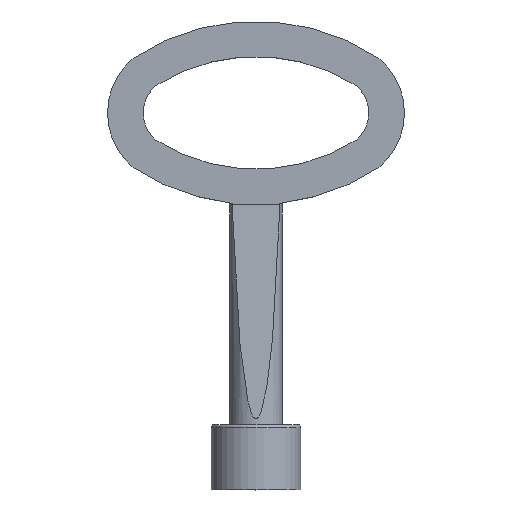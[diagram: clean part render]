
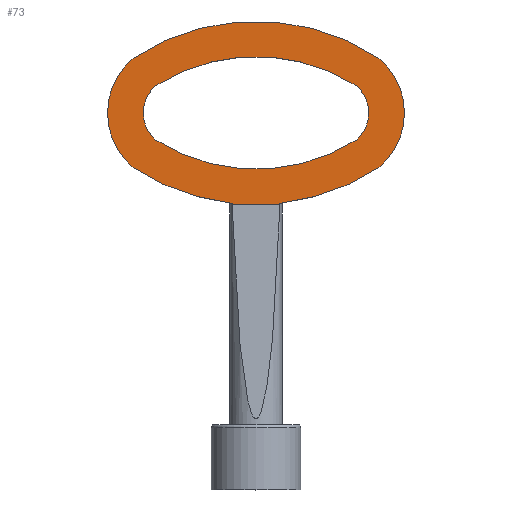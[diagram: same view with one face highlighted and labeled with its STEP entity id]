
A CAD part, top view. The second image highlights one B-rep face of the part: STEP entity #73.
In plain terms, the highlighted planar face has unit normal (0, 0, 1).
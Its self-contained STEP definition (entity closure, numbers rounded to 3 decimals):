
#73 = ADVANCED_FACE( '', ( #152, #153 ), #154, .T. );
#152 = FACE_OUTER_BOUND( '', #235, .T. );
#153 = FACE_BOUND( '', #236, .T. );
#154 = PLANE( '', #237 );
#235 = EDGE_LOOP( '', ( #379, #380, #381, #382, #383, #384, #385, #386 ) );
#236 = EDGE_LOOP( '', ( #387, #388, #389, #390 ) );
#237 = AXIS2_PLACEMENT_3D( '', #391, #392, #393 );
#379 = ORIENTED_EDGE( '', *, *, #512, .T. );
#380 = ORIENTED_EDGE( '', *, *, #521, .T. );
#381 = ORIENTED_EDGE( '', *, *, #487, .F. );
#382 = ORIENTED_EDGE( '', *, *, #522, .T. );
#383 = ORIENTED_EDGE( '', *, *, #466, .T. );
#384 = ORIENTED_EDGE( '', *, *, #517, .T. );
#385 = ORIENTED_EDGE( '', *, *, #523, .T. );
#386 = ORIENTED_EDGE( '', *, *, #483, .T. );
#387 = ORIENTED_EDGE( '', *, *, #524, .F. );
#388 = ORIENTED_EDGE( '', *, *, #473, .F. );
#389 = ORIENTED_EDGE( '', *, *, #514, .F. );
#390 = ORIENTED_EDGE( '', *, *, #500, .F. );
#391 = CARTESIAN_POINT( '', ( -6.5, 74.534, 1.75 ) );
#392 = DIRECTION( '', ( 0., 0., 1. ) );
#393 = DIRECTION( '', ( 1., 0., 0. ) );
#466 = EDGE_CURVE( '', #541, #542, #543, .T. );
#473 = EDGE_CURVE( '', #553, #555, #556, .T. );
#483 = EDGE_CURVE( '', #573, #571, #574, .T. );
#487 = EDGE_CURVE( '', #578, #577, #580, .T. );
#500 = EDGE_CURVE( '', #598, #600, #601, .T. );
#512 = EDGE_CURVE( '', #571, #616, #618, .T. );
#514 = EDGE_CURVE( '', #600, #553, #620, .T. );
#517 = EDGE_CURVE( '', #542, #622, #624, .T. );
#521 = EDGE_CURVE( '', #616, #577, #629, .T. );
#522 = EDGE_CURVE( '', #578, #541, #630, .F. );
#523 = EDGE_CURVE( '', #622, #573, #631, .T. );
#524 = EDGE_CURVE( '', #555, #598, #632, .T. );
#541 = VERTEX_POINT( '', #652 );
#542 = VERTEX_POINT( '', #653 );
#543 = CIRCLE( '', #654, 37.5 );
#553 = VERTEX_POINT( '', #674 );
#555 = VERTEX_POINT( '', #677 );
#556 = CIRCLE( '', #678, 31.5 );
#571 = VERTEX_POINT( '', #698 );
#573 = VERTEX_POINT( '', #701 );
#574 = CIRCLE( '', #702, 12. );
#577 = VERTEX_POINT( '', #706 );
#578 = VERTEX_POINT( '', #707 );
#580 = LINE( '', #709, #710 );
#598 = VERTEX_POINT( '', #731 );
#600 = VERTEX_POINT( '', #734 );
#601 = CIRCLE( '', #735, 31.5 );
#616 = VERTEX_POINT( '', #756 );
#618 = CIRCLE( '', #767, 37.5 );
#620 = CIRCLE( '', #769, 6. );
#622 = VERTEX_POINT( '', #771 );
#624 = CIRCLE( '', #774, 12. );
#629 = LINE( '', #779, #780 );
#630 = LINE( '', #781, #782 );
#631 = CIRCLE( '', #783, 37.5 );
#632 = CIRCLE( '', #784, 6. );
#652 = CARTESIAN_POINT( '', ( 4.037, 48.286, 1.75 ) );
#653 = CARTESIAN_POINT( '', ( 20.713, 54.307, 1.75 ) );
#654 = AXIS2_PLACEMENT_3D( '', #806, #807, #808 );
#674 = CARTESIAN_POINT( '', ( 16.857, 68.096, 1.75 ) );
#677 = CARTESIAN_POINT( '', ( -16.857, 68.096, 1.75 ) );
#678 = AXIS2_PLACEMENT_3D( '', #817, #818, #819 );
#698 = CARTESIAN_POINT( '', ( -20.713, 54.307, 1.75 ) );
#701 = CARTESIAN_POINT( '', ( -20.713, 72.693, 1.75 ) );
#702 = AXIS2_PLACEMENT_3D( '', #829, #830, #831 );
#706 = CARTESIAN_POINT( '', ( -4.037, 48., 1.75 ) );
#707 = CARTESIAN_POINT( '', ( 4.037, 48., 1.75 ) );
#709 = CARTESIAN_POINT( '', ( 30., 48., 1.75 ) );
#710 = VECTOR( '', #836, 1000. );
#731 = CARTESIAN_POINT( '', ( -16.857, 58.904, 1.75 ) );
#734 = CARTESIAN_POINT( '', ( 16.857, 58.904, 1.75 ) );
#735 = AXIS2_PLACEMENT_3D( '', #859, #860, #861 );
#756 = CARTESIAN_POINT( '', ( -4.037, 48.286, 1.75 ) );
#767 = AXIS2_PLACEMENT_3D( '', #871, #872, #873 );
#769 = AXIS2_PLACEMENT_3D( '', #874, #875, #876 );
#771 = CARTESIAN_POINT( '', ( 20.713, 72.693, 1.75 ) );
#774 = AXIS2_PLACEMENT_3D( '', #878, #879, #880 );
#779 = CARTESIAN_POINT( '', ( -4.037, 11., 1.75 ) );
#780 = VECTOR( '', #884, 1000. );
#781 = CARTESIAN_POINT( '', ( 4.037, 11., 1.75 ) );
#782 = VECTOR( '', #885, 1000. );
#783 = AXIS2_PLACEMENT_3D( '', #886, #887, #888 );
#784 = AXIS2_PLACEMENT_3D( '', #889, #890, #891 );
#806 = CARTESIAN_POINT( '', ( 0., 85.568, 1.75 ) );
#807 = DIRECTION( '', ( 0., 0., 1. ) );
#808 = DIRECTION( '', ( 1., 0., 0. ) );
#817 = CARTESIAN_POINT( '', ( 0., 41.486, 1.75 ) );
#818 = DIRECTION( '', ( 0., 0., 1. ) );
#819 = DIRECTION( '', ( 1., 0., 0. ) );
#829 = CARTESIAN_POINT( '', ( -13., 63.5, 1.75 ) );
#830 = DIRECTION( '', ( 0., 0., 1. ) );
#831 = DIRECTION( '', ( 1., 0., 0. ) );
#836 = DIRECTION( '', ( -1., 0., 0. ) );
#859 = CARTESIAN_POINT( '', ( 0., 85.514, 1.75 ) );
#860 = DIRECTION( '', ( 0., 0., 1. ) );
#861 = DIRECTION( '', ( 1., 0., 0. ) );
#871 = CARTESIAN_POINT( '', ( 0., 85.568, 1.75 ) );
#872 = DIRECTION( '', ( 0., 0., 1. ) );
#873 = DIRECTION( '', ( 1., 0., 0. ) );
#874 = CARTESIAN_POINT( '', ( 13., 63.5, 1.75 ) );
#875 = DIRECTION( '', ( 0., 0., 1. ) );
#876 = DIRECTION( '', ( 1., 0., 0. ) );
#878 = CARTESIAN_POINT( '', ( 13., 63.5, 1.75 ) );
#879 = DIRECTION( '', ( 0., 0., 1. ) );
#880 = DIRECTION( '', ( 1., 0., 0. ) );
#884 = DIRECTION( '', ( 0., -1., 0. ) );
#885 = DIRECTION( '', ( 0., -1., 0. ) );
#886 = CARTESIAN_POINT( '', ( 0., 41.432, 1.75 ) );
#887 = DIRECTION( '', ( 0., 0., 1. ) );
#888 = DIRECTION( '', ( 1., 0., 0. ) );
#889 = CARTESIAN_POINT( '', ( -13., 63.5, 1.75 ) );
#890 = DIRECTION( '', ( 0., 0., 1. ) );
#891 = DIRECTION( '', ( 1., 0., 0. ) );
